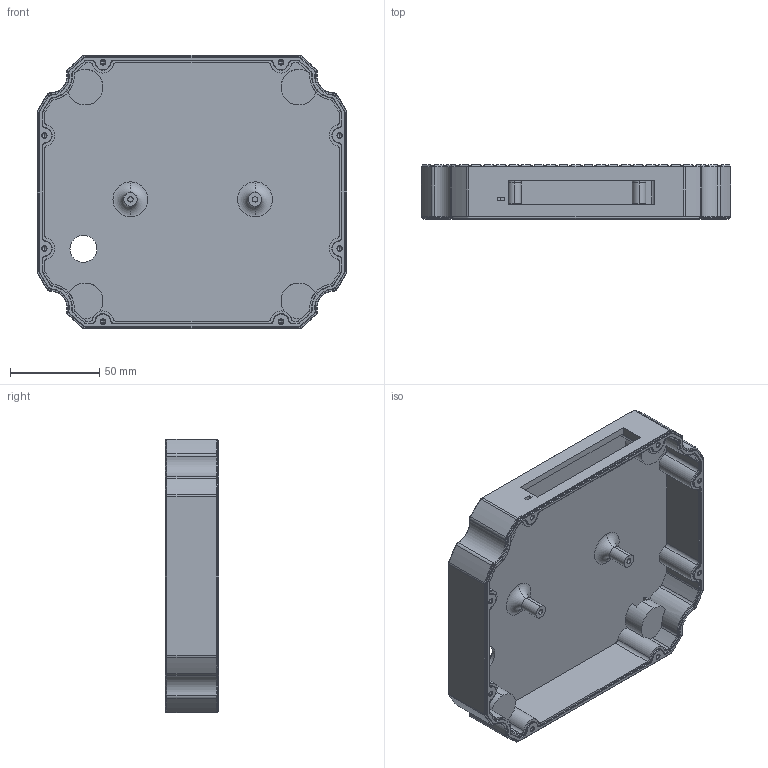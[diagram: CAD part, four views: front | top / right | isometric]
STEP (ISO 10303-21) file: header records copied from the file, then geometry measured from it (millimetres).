
FILE_DESCRIPTION (( 'STEP AP214' ), '1' );
FILE_NAME ('201336_switch.STEP', '2018-12-12T04:25:51', ( '' ), ( '' ), 'SwSTEP 2.0', 'SolidWorks 2011', '' );
FILE_SCHEMA (( 'AUTOMOTIVE_DESIGN' ));
Length unit declared in the file: millimetre
Products named in the file (1): 201336_switch
Bounding box: 173.99 x 30.29 x 153.74 mm (x, y, z)
Volume: 178599.9 mm3; surface area: 90877.1 mm2
Topology: 1 solids, 1 shells, 639 faces, 1689 edges, 1054 vertices
Faces by surface type: cylinder 238, plane 225, cone 172, torus 4
Entity records: 19965 total; most frequent: DIRECTION 3605, CARTESIAN_POINT 3509, ORIENTED_EDGE 3346, EDGE_CURVE 1673, AXIS2_PLACEMENT_3D 1334, VERTEX_POINT 1054, VECTOR 937, LINE 937
